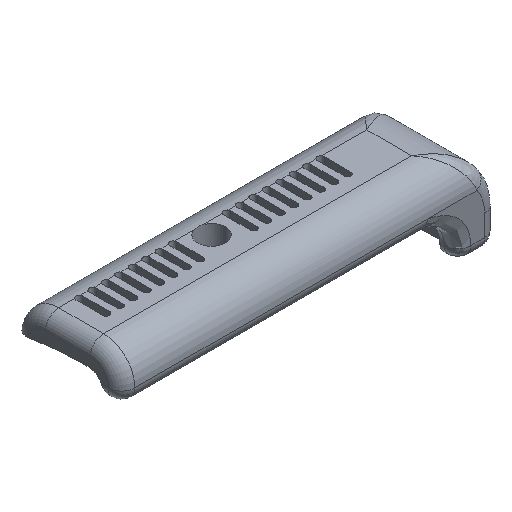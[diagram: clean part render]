
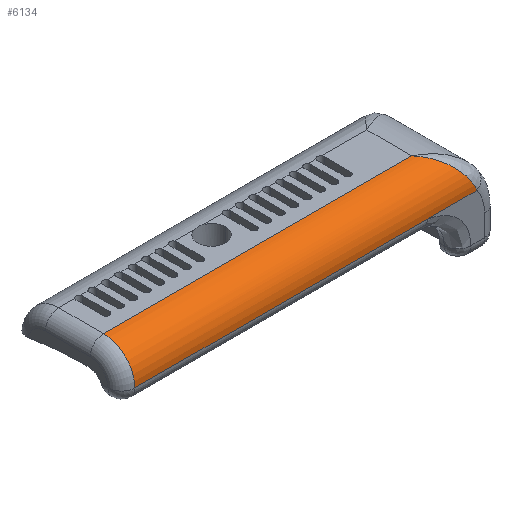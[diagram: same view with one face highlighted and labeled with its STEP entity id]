
A CAD part, isometric view. The second image highlights one B-rep face of the part: STEP entity #6134.
In plain terms, the highlighted cylindrical face has radius 7 mm (diameter 14 mm), a partial arc.
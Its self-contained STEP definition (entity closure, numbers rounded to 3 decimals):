
#26 = EDGE_LOOP ( 'NONE', ( #118, #2921, #4159, #1512, #6153 ) ) ;
#38 = CARTESIAN_POINT ( 'NONE',  ( 38.087, 7.477, -0.012 ) ) ;
#118 = ORIENTED_EDGE ( 'NONE', *, *, #2959, .F. ) ;
#139 = CARTESIAN_POINT ( 'NONE',  ( 39.561, 5.796, -0.311 ) ) ;
#315 = VECTOR ( 'NONE', #4986, 1000. ) ;
#458 = CARTESIAN_POINT ( 'NONE',  ( 44.544, 1.124, -5.234 ) ) ;
#551 = CARTESIAN_POINT ( 'NONE',  ( -31.214, 7.902, -7. ) ) ;
#557 = CARTESIAN_POINT ( 'NONE',  ( 38.179, 7.371, -0.019 ) ) ;
#978 = CARTESIAN_POINT ( 'NONE',  ( 44.914, 0.961, -5.965 ) ) ;
#1041 = FACE_OUTER_BOUND ( 'NONE', #26, .T. ) ;
#1179 = CARTESIAN_POINT ( 'NONE',  ( 40.637, 4.603, -0.811 ) ) ;
#1198 = VECTOR ( 'NONE', #3768, 1000. ) ;
#1215 = CARTESIAN_POINT ( 'NONE',  ( 37.901, 7.69, -0.002 ) ) ;
#1333 = CARTESIAN_POINT ( 'NONE',  ( 45.35, 0.902, -7. ) ) ;
#1512 = ORIENTED_EDGE ( 'NONE', *, *, #1661, .T. ) ;
#1636 = CARTESIAN_POINT ( 'NONE',  ( 39.194, 6.211, -0.194 ) ) ;
#1650 = VERTEX_POINT ( 'NONE', #1728 ) ;
#1661 = EDGE_CURVE ( 'NONE', #2402, #4882, #5485, .T. ) ;
#1706 = CARTESIAN_POINT ( 'NONE',  ( 41.674, 3.504, -1.535 ) ) ;
#1728 = CARTESIAN_POINT ( 'NONE',  ( 34.214, 0.902, -7. ) ) ;
#2278 = VERTEX_POINT ( 'NONE', #5529 ) ;
#2402 = VERTEX_POINT ( 'NONE', #4103 ) ;
#2455 = CARTESIAN_POINT ( 'NONE',  ( 34.214, 7.902, -7. ) ) ;
#2559 = DIRECTION ( 'NONE',  ( 0., 0., 1. ) ) ;
#2565 = CARTESIAN_POINT ( 'NONE',  ( 44.416, 1.191, -4.995 ) ) ;
#2667 = CARTESIAN_POINT ( 'NONE',  ( 43.582, 1.745, -3.636 ) ) ;
#2768 = CARTESIAN_POINT ( 'NONE',  ( 38.457, 7.052, -0.049 ) ) ;
#2921 = ORIENTED_EDGE ( 'NONE', *, *, #5795, .T. ) ;
#2926 = VERTEX_POINT ( 'NONE', #1333 ) ;
#2959 = EDGE_CURVE ( 'NONE', #2926, #1650, #6460, .T. ) ;
#3251 = CARTESIAN_POINT ( 'NONE',  ( 37.716, 7.902, 0. ) ) ;
#3603 = CARTESIAN_POINT ( 'NONE',  ( 45.35, 0.902, -7. ) ) ;
#3682 = EDGE_CURVE ( 'NONE', #2402, #2278, #6407, .T. ) ;
#3707 = CARTESIAN_POINT ( 'NONE',  ( 40.283, 4.991, -0.62 ) ) ;
#3709 = CARTESIAN_POINT ( 'NONE',  ( 34.214, 0.902, -7. ) ) ;
#3768 = DIRECTION ( 'NONE',  ( 1., 0., 0. ) ) ;
#3773 = CARTESIAN_POINT ( 'NONE',  ( 38.642, 6.841, -0.078 ) ) ;
#3835 = CARTESIAN_POINT ( 'NONE',  ( 42.667, 2.531, -2.488 ) ) ;
#3883 = CARTESIAN_POINT ( 'NONE',  ( 50., 0.902, -7. ) ) ;
#4037 = CYLINDRICAL_SURFACE ( 'NONE', #4783, 7. ) ;
#4103 = CARTESIAN_POINT ( 'NONE',  ( -31.214, 7.902, 0. ) ) ;
#4159 = ORIENTED_EDGE ( 'NONE', *, *, #3682, .F. ) ;
#4214 = CARTESIAN_POINT ( 'NONE',  ( 41.332, 3.86, -1.269 ) ) ;
#4218 = LINE ( 'NONE', #3709, #4998 ) ;
#4291 = DIRECTION ( 'NONE',  ( -1., 0., 0. ) ) ;
#4346 = CARTESIAN_POINT ( 'NONE',  ( 0., 7.902, 0. ) ) ;
#4557 = B_SPLINE_CURVE_WITH_KNOTS ( 'NONE', 3,
 ( #3603, #5697, #978, #458, #2565, #6766, #6240, #2667, #5284, #3835, #5834, #1706, #4214, #1179, #3707, #139, #1636, #3773, #2768, #557, #38, #1215, #6414, #3251 ),
 .UNSPECIFIED., .F., .F.,
 ( 4, 2, 2, 2, 2, 2, 2, 2, 2, 2, 2, 4 ),
 ( 0., 0.002, 0.003, 0.003, 0.005, 0.007, 0.008, 0.01, 0.012, 0.013, 0.013, 0.013 ),
 .UNSPECIFIED. ) ;
#4783 = AXIS2_PLACEMENT_3D ( 'NONE', #2455, #5658, #2559 ) ;
#4882 = VERTEX_POINT ( 'NONE', #6343 ) ;
#4929 = EDGE_CURVE ( 'NONE', #1650, #4882, #4218, .T. ) ;
#4986 = DIRECTION ( 'NONE',  ( -1., 0., 0. ) ) ;
#4998 = VECTOR ( 'NONE', #4291, 1000. ) ;
#5284 = CARTESIAN_POINT ( 'NONE',  ( 43.285, 1.986, -3.231 ) ) ;
#5485 = CIRCLE ( 'NONE', #6250, 7. ) ;
#5529 = CARTESIAN_POINT ( 'NONE',  ( 37.716, 7.902, 0. ) ) ;
#5658 = DIRECTION ( 'NONE',  ( -1., 0., 0. ) ) ;
#5697 = CARTESIAN_POINT ( 'NONE',  ( 45.141, 0.902, -6.472 ) ) ;
#5795 = EDGE_CURVE ( 'NONE', #2926, #2278, #4557, .T. ) ;
#5834 = CARTESIAN_POINT ( 'NONE',  ( 42.346, 2.836, -2.149 ) ) ;
#5921 = DIRECTION ( 'NONE',  ( 0., 0., 1. ) ) ;
#6134 = ADVANCED_FACE ( 'NONE', ( #1041 ), #4037, .T. ) ;
#6153 = ORIENTED_EDGE ( 'NONE', *, *, #4929, .F. ) ;
#6240 = CARTESIAN_POINT ( 'NONE',  ( 44.009, 1.441, -4.297 ) ) ;
#6250 = AXIS2_PLACEMENT_3D ( 'NONE', #551, #6369, #5921 ) ;
#6343 = CARTESIAN_POINT ( 'NONE',  ( -31.214, 0.902, -7. ) ) ;
#6369 = DIRECTION ( 'NONE',  ( 1., 0., 0. ) ) ;
#6407 = LINE ( 'NONE', #4346, #1198 ) ;
#6414 = CARTESIAN_POINT ( 'NONE',  ( 37.808, 7.797, 0. ) ) ;
#6460 = LINE ( 'NONE', #3883, #315 ) ;
#6766 = CARTESIAN_POINT ( 'NONE',  ( 44.149, 1.349, -4.527 ) ) ;
